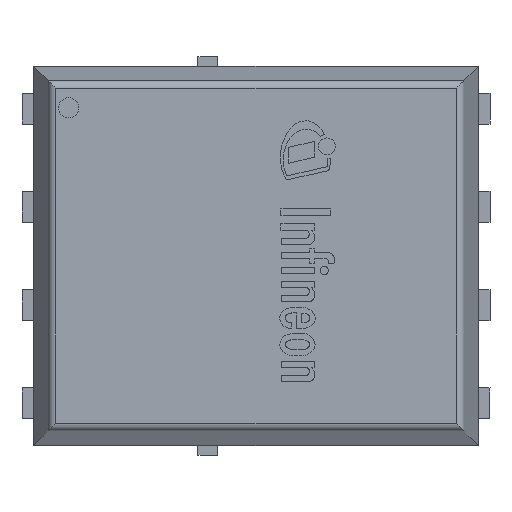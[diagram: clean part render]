
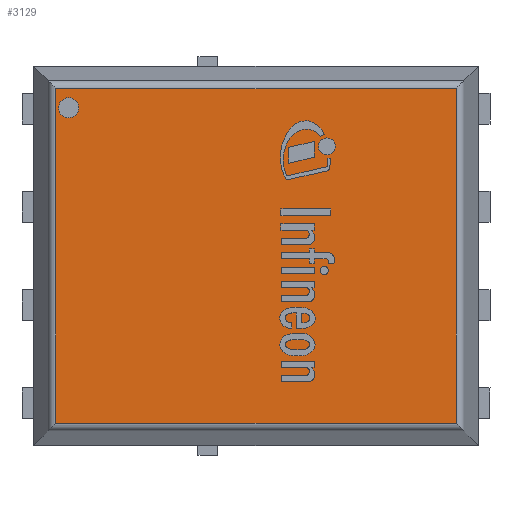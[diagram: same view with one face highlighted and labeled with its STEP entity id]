
A CAD part, top view. The second image highlights one B-rep face of the part: STEP entity #3129.
In plain terms, the highlighted planar face has unit normal (0, 0, 1).
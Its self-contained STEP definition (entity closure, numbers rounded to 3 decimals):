
#112=FACE_BOUND('',#496,.T.);
#121=CIRCLE('',#3347,0.13);
#135=PLANE('',#3346);
#303=FACE_OUTER_BOUND('',#495,.T.);
#495=EDGE_LOOP('',(#2247,#2248,#2249,#2250));
#496=EDGE_LOOP('',(#2251));
#694=LINE('',#4305,#1087);
#697=LINE('',#4315,#1090);
#699=LINE('',#4321,#1092);
#701=LINE('',#4325,#1094);
#1087=VECTOR('',#3530,1.);
#1090=VECTOR('',#3539,1.);
#1092=VECTOR('',#3545,1.);
#1094=VECTOR('',#3551,1.);
#1480=VERTEX_POINT('',#4303);
#1481=VERTEX_POINT('',#4304);
#1485=VERTEX_POINT('',#4314);
#1487=VERTEX_POINT('',#4320);
#1491=VERTEX_POINT('',#4337);
#1778=EDGE_CURVE('',#1480,#1481,#694,.T.);
#1783=EDGE_CURVE('',#1481,#1485,#697,.T.);
#1786=EDGE_CURVE('',#1485,#1487,#699,.T.);
#1789=EDGE_CURVE('',#1487,#1480,#701,.T.);
#1795=EDGE_CURVE('',#1491,#1491,#121,.T.);
#2247=ORIENTED_EDGE('',*,*,#1778,.F.);
#2248=ORIENTED_EDGE('',*,*,#1789,.F.);
#2249=ORIENTED_EDGE('',*,*,#1786,.F.);
#2250=ORIENTED_EDGE('',*,*,#1783,.F.);
#2251=ORIENTED_EDGE('',*,*,#1795,.T.);
#3129=ADVANCED_FACE('',(#303,#112),#135,.T.);
#3346=AXIS2_PLACEMENT_3D('',#4336,#3561,#3562);
#3347=AXIS2_PLACEMENT_3D('',#4338,#3563,#3564);
#3530=DIRECTION('',(-1.,0.,0.));
#3539=DIRECTION('',(0.,1.,0.));
#3545=DIRECTION('',(1.,0.,0.));
#3551=DIRECTION('',(0.,-1.,0.));
#3561=DIRECTION('center_axis',(0.,0.,1.));
#3562=DIRECTION('ref_axis',(0.,-1.,0.));
#3563=DIRECTION('center_axis',(0.,0.,-1.));
#3564=DIRECTION('ref_axis',(0.,1.,0.));
#4303=CARTESIAN_POINT('',(2.588,-2.163,1.17));
#4304=CARTESIAN_POINT('',(-2.588,-2.163,1.17));
#4305=CARTESIAN_POINT('',(1.437,-2.163,1.17));
#4314=CARTESIAN_POINT('',(-2.588,2.163,1.17));
#4315=CARTESIAN_POINT('',(-2.588,-1.225,1.17));
#4320=CARTESIAN_POINT('',(2.588,2.163,1.17));
#4321=CARTESIAN_POINT('',(-1.437,2.163,1.17));
#4325=CARTESIAN_POINT('',(2.588,1.225,1.17));
#4336=CARTESIAN_POINT('Origin',(0.,0.,
1.17));
#4337=CARTESIAN_POINT('',(-2.423,1.784,1.17));
#4338=CARTESIAN_POINT('Origin',(-2.423,1.914,1.17));
